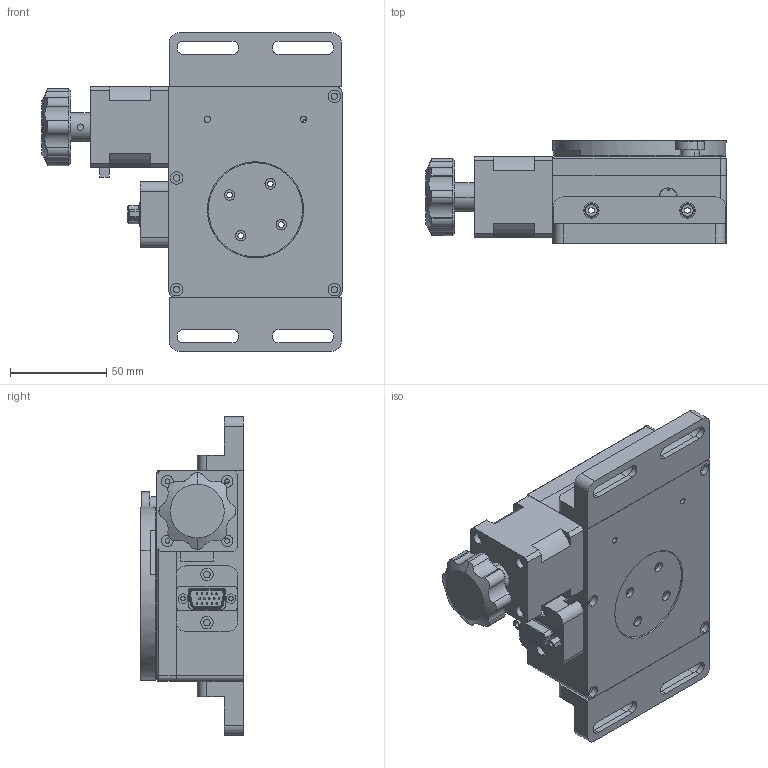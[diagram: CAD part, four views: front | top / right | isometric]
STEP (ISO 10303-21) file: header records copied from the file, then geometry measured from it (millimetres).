
FILE_DESCRIPTION (( 'STEP AP214' ), '1' );
FILE_NAME ('08MRX-2.STEP', '2018-10-08T07:56:16', ( '' ), ( '' ), 'SwSTEP 2.0', 'SolidWorks 2016', '' );
FILE_SCHEMA (( 'AUTOMOTIVE_DESIGN' ));
Length unit declared in the file: millimetre
Products named in the file (1): 08MRX-2
Bounding box: 156 x 53.5 x 165.5 mm (x, y, z)
Surface area: 96111.5 mm2 (no closed solid volume)
Topology: 0 solids, 124 shells, 1069 faces, 7070 edges, 5771 vertices
Faces by surface type: plane 747, cylinder 238, bspline 40, cone 23, torus 21
Entity records: 103211 total; most frequent: CARTESIAN_POINT 41744, ORIENTED_EDGE 9110, DIRECTION 9039, EDGE_CURVE 7070, VERTEX_POINT 5771, LINE 4251, VECTOR 4251, AXIS2_PLACEMENT_3D 2394
